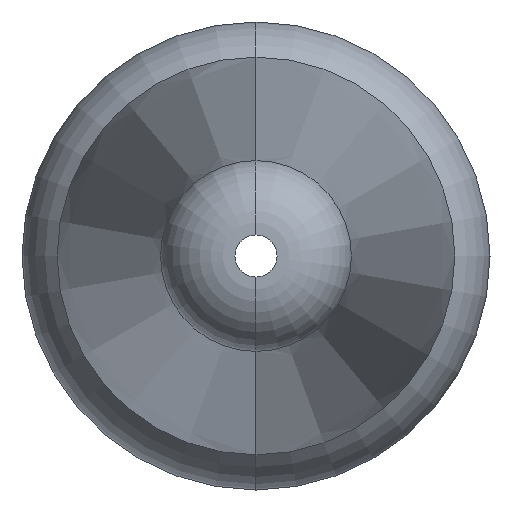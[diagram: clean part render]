
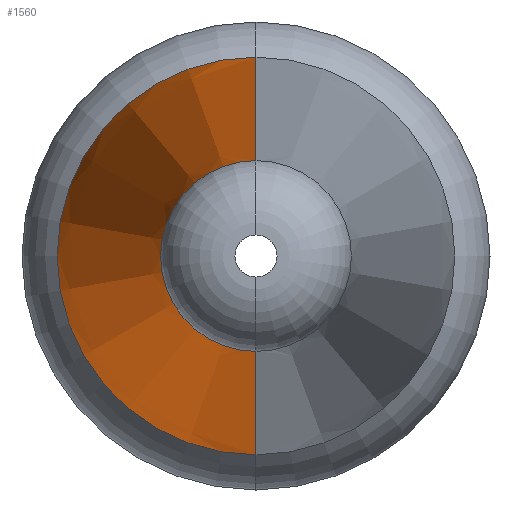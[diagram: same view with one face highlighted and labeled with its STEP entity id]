
A CAD part, left-side view. The second image highlights one B-rep face of the part: STEP entity #1560.
In plain terms, the highlighted conical face has half-angle 3.5 degrees and reference radius 5.658 mm.
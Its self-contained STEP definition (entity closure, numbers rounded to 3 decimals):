
#16 = EDGE_LOOP ( 'NONE', ( #678, #420, #361, #2451 ) ) ;
#68 = EDGE_CURVE ( 'NONE', #1163, #937, #1076, .T. ) ;
#157 = CARTESIAN_POINT ( 'NONE',  ( 50., 0., 5.658 ) ) ;
#172 = CARTESIAN_POINT ( 'NONE',  ( 1.871, 0., 0. ) ) ;
#221 = AXIS2_PLACEMENT_3D ( 'NONE', #172, #1530, #1130 ) ;
#346 = DIRECTION ( 'NONE',  ( 0., 0., 1. ) ) ;
#347 = LINE ( 'NONE', #1540, #740 ) ;
#361 = ORIENTED_EDGE ( 'NONE', *, *, #1834, .T. ) ;
#420 = ORIENTED_EDGE ( 'NONE', *, *, #637, .T. ) ;
#438 = CARTESIAN_POINT ( 'NONE',  ( 50., 0., -5.658 ) ) ;
#460 = CARTESIAN_POINT ( 'NONE',  ( 50., 0., 0. ) ) ;
#468 = LINE ( 'NONE', #1799, #2103 ) ;
#584 = DIRECTION ( 'NONE',  ( 0.998, 0., -0.061 ) ) ;
#637 = EDGE_CURVE ( 'NONE', #1163, #1420, #468, .T. ) ;
#678 = ORIENTED_EDGE ( 'NONE', *, *, #68, .F. ) ;
#740 = VECTOR ( 'NONE', #584, 1000. ) ;
#774 = DIRECTION ( 'NONE',  ( -1., 0., 0. ) ) ;
#937 = VERTEX_POINT ( 'NONE', #1533 ) ;
#1029 = DIRECTION ( 'NONE',  ( 0.998, 0., 0.061 ) ) ;
#1076 = CIRCLE ( 'NONE', #221, 2.714 ) ;
#1092 = CARTESIAN_POINT ( 'NONE',  ( 1.871, 0., 2.714 ) ) ;
#1113 = CIRCLE ( 'NONE', #1405, 5.658 ) ;
#1130 = DIRECTION ( 'NONE',  ( 0., 0., 1. ) ) ;
#1163 = VERTEX_POINT ( 'NONE', #1092 ) ;
#1220 = DIRECTION ( 'NONE',  ( 0., 0., -1. ) ) ;
#1405 = AXIS2_PLACEMENT_3D ( 'NONE', #1883, #774, #346 ) ;
#1420 = VERTEX_POINT ( 'NONE', #157 ) ;
#1451 = EDGE_CURVE ( 'NONE', #937, #2507, #347, .T. ) ;
#1530 = DIRECTION ( 'NONE',  ( -1., 0., 0. ) ) ;
#1533 = CARTESIAN_POINT ( 'NONE',  ( 1.871, 0., -2.714 ) ) ;
#1540 = CARTESIAN_POINT ( 'NONE',  ( 50., 0., -5.658 ) ) ;
#1560 = ADVANCED_FACE ( 'NONE', ( #1778 ), #1676, .T. ) ;
#1676 = CONICAL_SURFACE ( 'NONE', #2039, 5.658, 0.061 ) ;
#1778 = FACE_OUTER_BOUND ( 'NONE', #16, .T. ) ;
#1799 = CARTESIAN_POINT ( 'NONE',  ( 50., 0., 5.658 ) ) ;
#1834 = EDGE_CURVE ( 'NONE', #1420, #2507, #1113, .T. ) ;
#1883 = CARTESIAN_POINT ( 'NONE',  ( 50., 0., 0. ) ) ;
#2039 = AXIS2_PLACEMENT_3D ( 'NONE', #460, #2376, #1220 ) ;
#2103 = VECTOR ( 'NONE', #1029, 1000. ) ;
#2376 = DIRECTION ( 'NONE',  ( 1., 0., 0. ) ) ;
#2451 = ORIENTED_EDGE ( 'NONE', *, *, #1451, .F. ) ;
#2507 = VERTEX_POINT ( 'NONE', #438 ) ;
